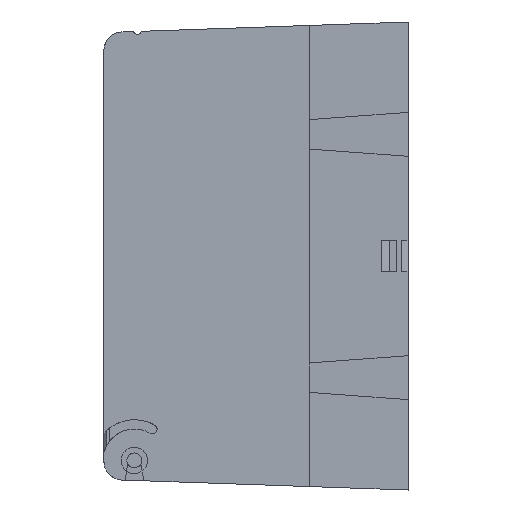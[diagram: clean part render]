
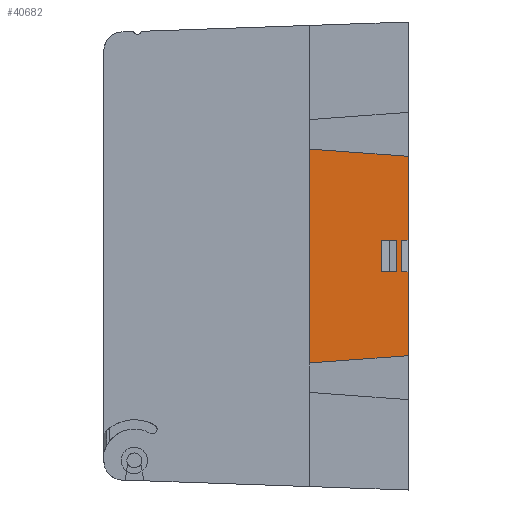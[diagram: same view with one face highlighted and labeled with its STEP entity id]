
A CAD part, left-side view. The second image highlights one B-rep face of the part: STEP entity #40682.
In plain terms, the highlighted planar face has unit normal (-1, 0, 0).
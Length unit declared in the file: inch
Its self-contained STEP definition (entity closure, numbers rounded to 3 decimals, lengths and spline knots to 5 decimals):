
#275 = CARTESIAN_POINT ( 'NONE',  ( -4.3542, -1.605, -0.17 ) ) ;
#956 = EDGE_CURVE ( 'NONE', #31516, #30448, #3410, .T. ) ;
#1922 = CARTESIAN_POINT ( 'NONE',  ( -4.3542, -1.675, 0.17 ) ) ;
#2080 = CARTESIAN_POINT ( 'NONE',  ( -4.3542, -1.3934, -0.17 ) ) ;
#2674 = AXIS2_PLACEMENT_3D ( 'NONE', #39086, #12583, #43443 ) ;
#2902 = VECTOR ( 'NONE', #27755, 39.37008 ) ;
#3410 = LINE ( 'NONE', #26522, #25731 ) ;
#3801 = ORIENTED_EDGE ( 'NONE', *, *, #956, .T. ) ;
#5173 = EDGE_CURVE ( 'NONE', #14195, #20353, #25713, .T. ) ;
#5222 = ORIENTED_EDGE ( 'NONE', *, *, #22724, .T. ) ;
#5364 = VERTEX_POINT ( 'NONE', #47424 ) ;
#5811 = DIRECTION ( 'NONE',  ( 0., 0., 1. ) ) ;
#6191 = DIRECTION ( 'NONE',  ( 0., 1., 0. ) ) ;
#6525 = CARTESIAN_POINT ( 'NONE',  ( -4.3542, -1.675, -0.17 ) ) ;
#7031 = ORIENTED_EDGE ( 'NONE', *, *, #33959, .T. ) ;
#7193 = EDGE_CURVE ( 'NONE', #8490, #43639, #11157, .T. ) ;
#7345 = ORIENTED_EDGE ( 'NONE', *, *, #27011, .F. ) ;
#7869 = FACE_OUTER_BOUND ( 'NONE', #46294, .T. ) ;
#7887 = LINE ( 'NONE', #6525, #19724 ) ;
#7908 = PLANE ( 'NONE',  #2674 ) ;
#8490 = VERTEX_POINT ( 'NONE', #32648 ) ;
#8498 = ORIENTED_EDGE ( 'NONE', *, *, #31724, .T. ) ;
#8928 = VECTOR ( 'NONE', #5811, 39.37008 ) ;
#10301 = LINE ( 'NONE', #27954, #8928 ) ;
#11157 = LINE ( 'NONE', #46773, #44961 ) ;
#11217 = DIRECTION ( 'NONE',  ( 0., 1., 0. ) ) ;
#12077 = VECTOR ( 'NONE', #27822, 39.37008 ) ;
#12347 = LINE ( 'NONE', #1922, #34533 ) ;
#12583 = DIRECTION ( 'NONE',  ( -1., 0., 0. ) ) ;
#12860 = CARTESIAN_POINT ( 'NONE',  ( -4.3542, -1.555, -0.17 ) ) ;
#13460 = CARTESIAN_POINT ( 'NONE',  ( -4.3542, -1.555, 0.17 ) ) ;
#13464 = LINE ( 'NONE', #45278, #12077 ) ;
#14195 = VERTEX_POINT ( 'NONE', #42795 ) ;
#15127 = CARTESIAN_POINT ( 'NONE',  ( -4.3542, -0.625, 2.21333 ) ) ;
#17016 = CARTESIAN_POINT ( 'NONE',  ( -4.3542, -1.675, -0.17 ) ) ;
#18772 = VERTEX_POINT ( 'NONE', #17016 ) ;
#19724 = VECTOR ( 'NONE', #11217, 39.37008 ) ;
#19753 = CARTESIAN_POINT ( 'NONE',  ( -4.3542, -1.3934, 0.17 ) ) ;
#20353 = VERTEX_POINT ( 'NONE', #52092 ) ;
#20423 = DIRECTION ( 'NONE',  ( 0., 0., -1. ) ) ;
#21296 = VECTOR ( 'NONE', #27766, 39.37008 ) ;
#21586 = LINE ( 'NONE', #2080, #43591 ) ;
#22481 = CARTESIAN_POINT ( 'NONE',  ( -4.3542, -0.625, -1.14282 ) ) ;
#22724 = EDGE_CURVE ( 'NONE', #43040, #50395, #33074, .T. ) ;
#22743 = VERTEX_POINT ( 'NONE', #23375 ) ;
#23358 = CARTESIAN_POINT ( 'NONE',  ( -4.3542, -1.675, -1.065 ) ) ;
#23370 = CARTESIAN_POINT ( 'NONE',  ( -4.3542, -0.87239, 1.12449 ) ) ;
#23375 = CARTESIAN_POINT ( 'NONE',  ( -4.3542, -1.675, 0.17 ) ) ;
#24715 = ORIENTED_EDGE ( 'NONE', *, *, #56376, .T. ) ;
#25270 = ORIENTED_EDGE ( 'NONE', *, *, #34948, .F. ) ;
#25713 = LINE ( 'NONE', #23370, #47648 ) ;
#25731 = VECTOR ( 'NONE', #25741, 39.37008 ) ;
#25741 = DIRECTION ( 'NONE',  ( 0., 0., -1. ) ) ;
#26522 = CARTESIAN_POINT ( 'NONE',  ( -4.3542, -1.555, 0.17 ) ) ;
#27011 = EDGE_CURVE ( 'NONE', #22743, #8490, #12347, .T. ) ;
#27586 = CARTESIAN_POINT ( 'NONE',  ( -4.3542, -1.675, -1.065 ) ) ;
#27679 = ORIENTED_EDGE ( 'NONE', *, *, #7193, .F. ) ;
#27755 = DIRECTION ( 'NONE',  ( 0., 0., -1. ) ) ;
#27766 = DIRECTION ( 'NONE',  ( 0., -0.997, 0.074 ) ) ;
#27822 = DIRECTION ( 'NONE',  ( 0., 0., -1. ) ) ;
#27954 = CARTESIAN_POINT ( 'NONE',  ( -4.3542, -1.675, -2.25 ) ) ;
#27983 = EDGE_CURVE ( 'NONE', #18772, #43639, #7887, .T. ) ;
#28789 = LINE ( 'NONE', #32793, #52081 ) ;
#28890 = VECTOR ( 'NONE', #54651, 39.37008 ) ;
#29177 = EDGE_CURVE ( 'NONE', #30448, #5364, #21586, .T. ) ;
#30448 = VERTEX_POINT ( 'NONE', #12860 ) ;
#31516 = VERTEX_POINT ( 'NONE', #13460 ) ;
#31724 = EDGE_CURVE ( 'NONE', #50395, #18772, #40565, .T. ) ;
#32648 = CARTESIAN_POINT ( 'NONE',  ( -4.3542, -1.605, 0.17 ) ) ;
#32793 = CARTESIAN_POINT ( 'NONE',  ( -4.3542, -1.3934, 0.17 ) ) ;
#33074 = LINE ( 'NONE', #27586, #21296 ) ;
#33196 = DIRECTION ( 'NONE',  ( 0., 1., 0. ) ) ;
#33959 = EDGE_CURVE ( 'NONE', #22743, #20353, #10301, .T. ) ;
#34533 = VECTOR ( 'NONE', #37474, 39.37008 ) ;
#34948 = EDGE_CURVE ( 'NONE', #52036, #5364, #13464, .T. ) ;
#37474 = DIRECTION ( 'NONE',  ( 0., 1., 0. ) ) ;
#38342 = LINE ( 'NONE', #15127, #2902 ) ;
#38730 = ORIENTED_EDGE ( 'NONE', *, *, #29177, .T. ) ;
#39086 = CARTESIAN_POINT ( 'NONE',  ( -4.3542, -0.625, -2.21333 ) ) ;
#40462 = EDGE_CURVE ( 'NONE', #31516, #52036, #28789, .T. ) ;
#40565 = LINE ( 'NONE', #41452, #28890 ) ;
#40682 = ADVANCED_FACE ( 'NONE', ( #7869, #53415 ), #7908, .T. ) ;
#41452 = CARTESIAN_POINT ( 'NONE',  ( -4.3542, -1.675, -2.25 ) ) ;
#42795 = CARTESIAN_POINT ( 'NONE',  ( -4.3542, -0.625, 1.14282 ) ) ;
#43040 = VERTEX_POINT ( 'NONE', #22481 ) ;
#43048 = ORIENTED_EDGE ( 'NONE', *, *, #5173, .F. ) ;
#43443 = DIRECTION ( 'NONE',  ( 0., 0., 1. ) ) ;
#43591 = VECTOR ( 'NONE', #33196, 39.37008 ) ;
#43639 = VERTEX_POINT ( 'NONE', #275 ) ;
#44961 = VECTOR ( 'NONE', #20423, 39.37008 ) ;
#45278 = CARTESIAN_POINT ( 'NONE',  ( -4.3542, -1.3934, 0.17 ) ) ;
#45816 = ORIENTED_EDGE ( 'NONE', *, *, #40462, .F. ) ;
#46294 = EDGE_LOOP ( 'NONE', ( #7345, #7031, #43048, #24715, #5222, #8498, #50288, #27679 ) ) ;
#46773 = CARTESIAN_POINT ( 'NONE',  ( -4.3542, -1.605, 0.17 ) ) ;
#47424 = CARTESIAN_POINT ( 'NONE',  ( -4.3542, -1.3934, -0.17 ) ) ;
#47648 = VECTOR ( 'NONE', #50579, 39.37008 ) ;
#50288 = ORIENTED_EDGE ( 'NONE', *, *, #27983, .T. ) ;
#50395 = VERTEX_POINT ( 'NONE', #23358 ) ;
#50579 = DIRECTION ( 'NONE',  ( 0., -0.997, -0.074 ) ) ;
#52036 = VERTEX_POINT ( 'NONE', #19753 ) ;
#52081 = VECTOR ( 'NONE', #6191, 39.37008 ) ;
#52092 = CARTESIAN_POINT ( 'NONE',  ( -4.3542, -1.675, 1.065 ) ) ;
#53415 = FACE_BOUND ( 'NONE', #53710, .T. ) ;
#53710 = EDGE_LOOP ( 'NONE', ( #45816, #3801, #38730, #25270 ) ) ;
#54651 = DIRECTION ( 'NONE',  ( 0., 0., 1. ) ) ;
#56376 = EDGE_CURVE ( 'NONE', #14195, #43040, #38342, .T. ) ;
